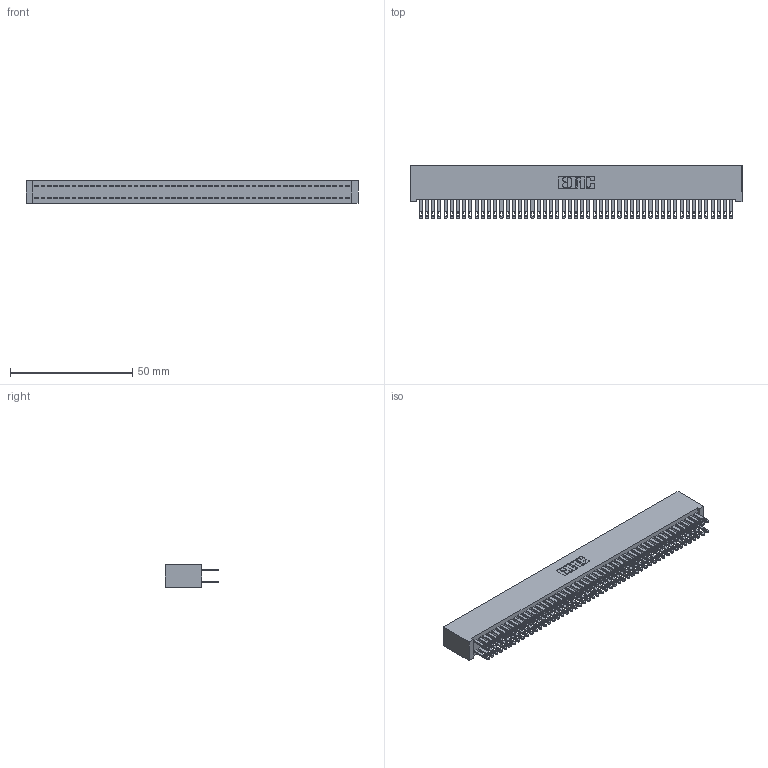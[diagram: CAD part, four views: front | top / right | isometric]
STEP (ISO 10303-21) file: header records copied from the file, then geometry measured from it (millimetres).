
FILE_DESCRIPTION (( 'STEP AP203' ), '1' );
FILE_NAME ('342-102-500-201.STEP', '2018-08-14T05:02:03', ( '' ), ( '' ), 'SwSTEP 2.0', 'SolidWorks 2016', '' );
FILE_SCHEMA (( 'CONFIG_CONTROL_DESIGN' ));
Length unit declared in the file: inch
Products named in the file (3): 342 Part_Lugless; 345-292-001_345-293-100; 342-102-500-201
Assembly tree (103 placements, depth 2):
  342-102-500-201
    342 Part_Lugless
    345-292-001_345-293-100  x102
Bounding box: 135.79 x 21.85 x 9.4 mm (x, y, z)
Volume: 12994.4 mm3; surface area: 22796.2 mm2
Topology: 103 solids, 103 shells, 4998 faces, 15269 edges, 10178 vertices
Faces by surface type: plane 3122, cylinder 1876
Entity records: 31167 total; most frequent: CARTESIAN_POINT 5150, ORIENTED_EDGE 5086, DIRECTION 4379, EDGE_CURVE 2543, VECTOR 2419, LINE 2419, VERTEX_POINT 1694, AXIS2_PLACEMENT_3D 980
